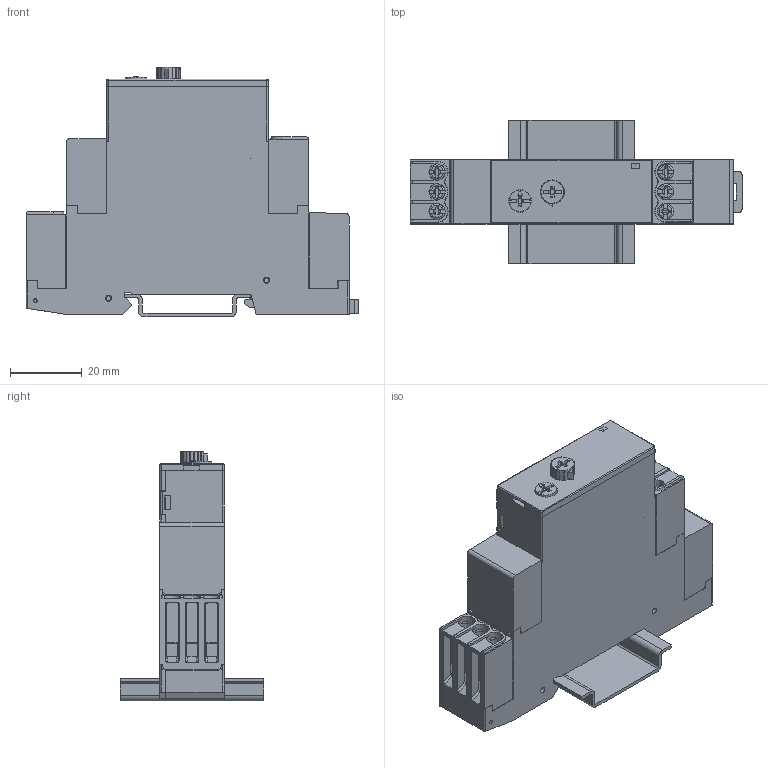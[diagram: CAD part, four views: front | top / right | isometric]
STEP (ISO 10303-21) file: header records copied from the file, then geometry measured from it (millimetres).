
FILE_DESCRIPTION(/* description */ ('Unknown'),/* implementation_level */ '2;1');
FILE_NAME(/* name */ '88827125 (MBR1),88827115 (MAR1),88827135 (MCR1),88827145 (MHR1)',/* time_stamp */ '2024-04-17T14:14:29+06:00',/* author */ ('Unknown'),/* organization */ ('Unknown'),/* preprocessor_version */ 'ST-DEVELOPER v18.104',/* originating_system */ 'Solid Edge',/* authorisation */ 'Unknown');
FILE_SCHEMA (('MODEL_BASED_INTEGRATED_MANUFACTURING_SCHEMA','AUTOMOTIVE_DESIGN {1 0 10303 214 3 1 1}'));
Products named in the file (1): 88827125 (MBR1)
Bounding box: 92.48 x 40 x 69.57 mm (x, y, z)
Volume: 27546.7 mm3; surface area: 45813 mm2
Topology: 31 solids, 31 shells, 2707 faces, 7177 edges, 4470 vertices
Faces by surface type: plane 1611, cylinder 637, torus 169, cone 150, sphere 113, bspline 27
Full cylindrical faces by diameter (mm): 0.01 x1, 0.05 x2, 0.1 x7, 1.4 x4, 1.5 x9, 2.4 x6, 2.5 x1, 3.2 x6, 4.5 x6, 6.3 x1
Entity records: 90152 total; most frequent: CARTESIAN_POINT 24669, ORIENTED_EDGE 13840, DIRECTION 12276, EDGE_CURVE 6920, LINE 4688, VECTOR 4688, VERTEX_POINT 4415, AXIS2_PLACEMENT_3D 3794
